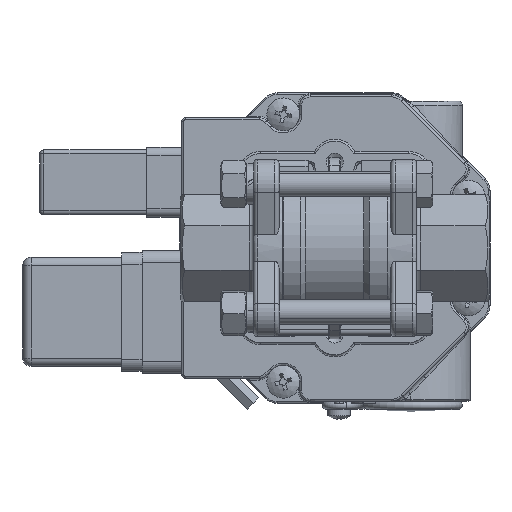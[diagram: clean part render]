
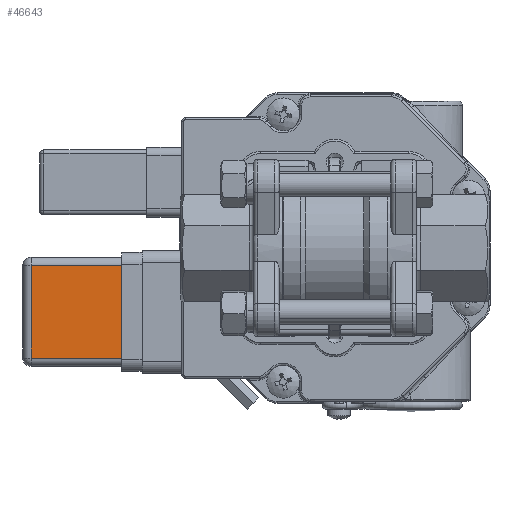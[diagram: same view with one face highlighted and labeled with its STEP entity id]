
A CAD part, front view. The second image highlights one B-rep face of the part: STEP entity #46643.
In plain terms, the highlighted face is planar.
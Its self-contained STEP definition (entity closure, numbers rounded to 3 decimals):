
#3081=PLANE('',#59439);
#18474=ORIENTED_EDGE('',*,*,#25772,.T.);
#18475=ORIENTED_EDGE('',*,*,#25768,.T.);
#18476=ORIENTED_EDGE('',*,*,#25788,.T.);
#18477=ORIENTED_EDGE('',*,*,#25781,.T.);
#25768=EDGE_CURVE('',#30219,#30223,#33135,.T.);
#25772=EDGE_CURVE('',#30225,#30219,#33138,.T.);
#25781=EDGE_CURVE('',#30230,#30225,#33144,.T.);
#25788=EDGE_CURVE('',#30223,#30230,#33149,.T.);
#30219=VERTEX_POINT('',#103526);
#30223=VERTEX_POINT('',#103537);
#30225=VERTEX_POINT('',#103543);
#30230=VERTEX_POINT('',#103563);
#33135=LINE('',#103539,#35937);
#33138=LINE('',#103546,#35940);
#33144=LINE('',#103562,#35946);
#33149=LINE('',#103576,#35951);
#35937=VECTOR('',#72566,1000.);
#35940=VECTOR('',#72573,1000.);
#35946=VECTOR('',#72593,1000.);
#35951=VECTOR('',#72610,1000.);
#39165=EDGE_LOOP('',(#18474,#18475,#18476,#18477));
#42534=FACE_BOUND('',#39165,.T.);
#46643=ADVANCED_FACE('',(#42534),#3081,.F.);
#59439=AXIS2_PLACEMENT_3D('',#103575,#72608,#72609);
#72566=DIRECTION('',(0.,0.,-1.));
#72573=DIRECTION('',(1.,0.,0.));
#72593=DIRECTION('',(0.,0.,1.));
#72608=DIRECTION('',(0.,-1.,0.));
#72609=DIRECTION('',(0.,0.,-1.));
#72610=DIRECTION('',(-1.,0.,0.));
#103526=CARTESIAN_POINT('',(11.25,13.25,36.6));
#103537=CARTESIAN_POINT('',(11.25,13.25,14.6));
#103539=CARTESIAN_POINT('',(11.25,13.25,38.6));
#103543=CARTESIAN_POINT('',(-11.25,13.25,36.6));
#103546=CARTESIAN_POINT('',(-13.25,13.25,36.6));
#103562=CARTESIAN_POINT('',(-11.25,13.25,38.6));
#103563=CARTESIAN_POINT('',(-11.25,13.25,14.6));
#103575=CARTESIAN_POINT('',(-13.25,13.25,38.6));
#103576=CARTESIAN_POINT('',(-13.25,13.25,14.6));
